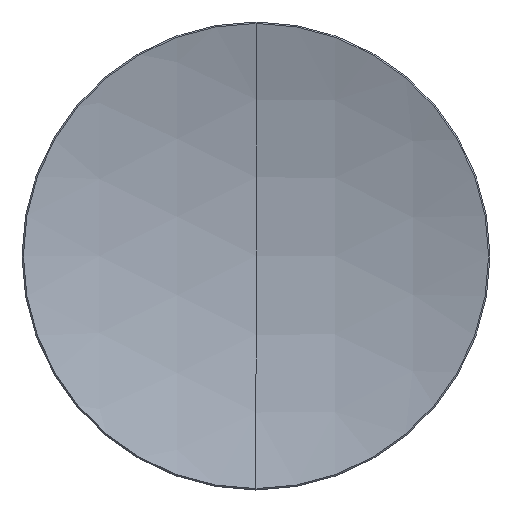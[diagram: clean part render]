
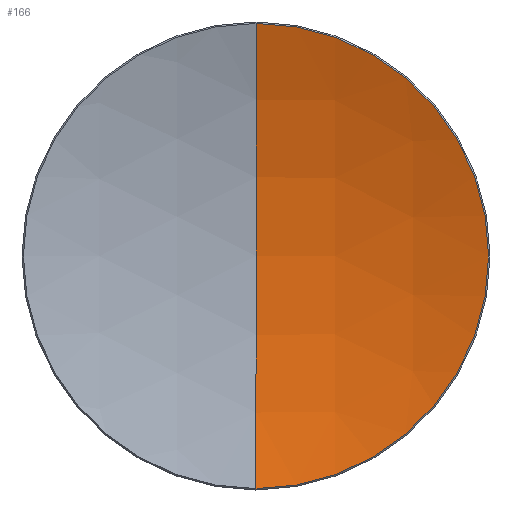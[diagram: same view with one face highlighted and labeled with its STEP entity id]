
A CAD part, top view. The second image highlights one B-rep face of the part: STEP entity #166.
In plain terms, the highlighted spherical face has radius 80.94 mm.
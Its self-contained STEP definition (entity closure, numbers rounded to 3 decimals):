
#14 = EDGE_CURVE ( 'NONE', #258, #259, #84, .T. ) ;
#16 = DIRECTION ( 'NONE',  ( 1., 0., 0. ) ) ;
#27 = CARTESIAN_POINT ( 'NONE',  ( 0., 0., 16.15 ) ) ;
#30 = SPHERICAL_SURFACE ( 'NONE', #228, 80.94 ) ;
#32 = AXIS2_PLACEMENT_3D ( 'NONE', #27, #65, #85 ) ;
#36 = CARTESIAN_POINT ( 'NONE',  ( 0., 0., 93.051 ) ) ;
#40 = CARTESIAN_POINT ( 'NONE',  ( 0., 0., 12.111 ) ) ;
#42 = ORIENTED_EDGE ( 'NONE', *, *, #14, .T. ) ;
#45 = ORIENTED_EDGE ( 'NONE', *, *, #189, .F. ) ;
#58 = DIRECTION ( 'NONE',  ( 0., -1., 0. ) ) ;
#65 = DIRECTION ( 'NONE',  ( 0., 0., 1. ) ) ;
#69 = VERTEX_POINT ( 'NONE', #175 ) ;
#71 = DIRECTION ( 'NONE',  ( 0., 0., -1. ) ) ;
#75 = DIRECTION ( 'NONE',  ( -1., 0., 0. ) ) ;
#77 = AXIS2_PLACEMENT_3D ( 'NONE', #115, #230, #16 ) ;
#78 = CIRCLE ( 'NONE', #112, 80.94 ) ;
#84 = CIRCLE ( 'NONE', #32, 25.25 ) ;
#85 = DIRECTION ( 'NONE',  ( 1., 0., 0. ) ) ;
#92 = FACE_OUTER_BOUND ( 'NONE', #261, .T. ) ;
#111 = DIRECTION ( 'NONE',  ( 1., 0., 0. ) ) ;
#112 = AXIS2_PLACEMENT_3D ( 'NONE', #36, #111, #71 ) ;
#115 = CARTESIAN_POINT ( 'NONE',  ( 0., 0., 16.15 ) ) ;
#116 = CIRCLE ( 'NONE', #282, 80.94 ) ;
#118 = ORIENTED_EDGE ( 'NONE', *, *, #244, .T. ) ;
#129 = DIRECTION ( 'NONE',  ( 0., 1., 0. ) ) ;
#134 = CARTESIAN_POINT ( 'NONE',  ( 0., 0., 93.051 ) ) ;
#155 = CIRCLE ( 'NONE', #77, 25.25 ) ;
#166 = ADVANCED_FACE ( 'NONE', ( #92 ), #30, .F. ) ;
#175 = CARTESIAN_POINT ( 'NONE',  ( 0., -25.25, 16.15 ) ) ;
#183 = CARTESIAN_POINT ( 'NONE',  ( 25.25, 0., 16.15 ) ) ;
#187 = ORIENTED_EDGE ( 'NONE', *, *, #246, .T. ) ;
#189 = EDGE_CURVE ( 'NONE', #193, #259, #78, .T. ) ;
#193 = VERTEX_POINT ( 'NONE', #40 ) ;
#228 = AXIS2_PLACEMENT_3D ( 'NONE', #267, #75, #129 ) ;
#230 = DIRECTION ( 'NONE',  ( 0., 0., 1. ) ) ;
#232 = DIRECTION ( 'NONE',  ( -1., 0., 0. ) ) ;
#244 = EDGE_CURVE ( 'NONE', #193, #69, #116, .T. ) ;
#246 = EDGE_CURVE ( 'NONE', #69, #258, #155, .T. ) ;
#258 = VERTEX_POINT ( 'NONE', #183 ) ;
#259 = VERTEX_POINT ( 'NONE', #274 ) ;
#261 = EDGE_LOOP ( 'NONE', ( #45, #118, #187, #42 ) ) ;
#267 = CARTESIAN_POINT ( 'NONE',  ( 0., 0., 93.051 ) ) ;
#274 = CARTESIAN_POINT ( 'NONE',  ( 0., 25.25, 16.15 ) ) ;
#282 = AXIS2_PLACEMENT_3D ( 'NONE', #134, #232, #58 ) ;
